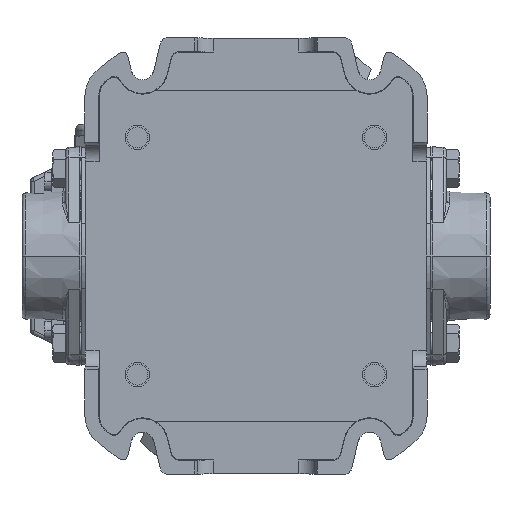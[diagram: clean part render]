
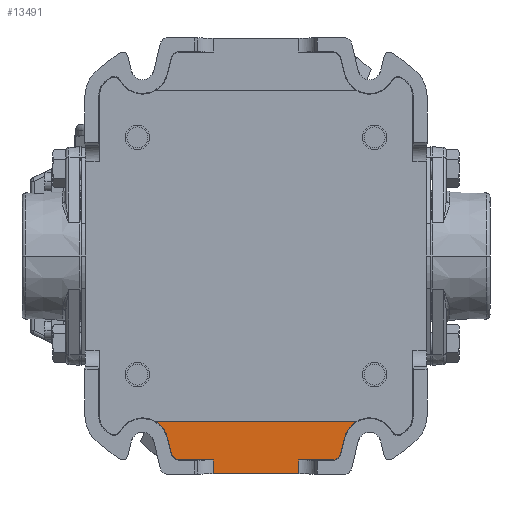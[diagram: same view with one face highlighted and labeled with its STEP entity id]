
A CAD part, front view. The second image highlights one B-rep face of the part: STEP entity #13491.
In plain terms, the highlighted planar face has unit normal (0, -1, 0).
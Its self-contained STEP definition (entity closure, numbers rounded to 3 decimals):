
#899 = VERTEX_POINT ( 'NONE', #15807 ) ;
#1828 = CARTESIAN_POINT ( 'NONE',  ( 57.246, 8., -95. ) ) ;
#2682 = VECTOR ( 'NONE', #2817, 1000. ) ;
#2766 = EDGE_CURVE ( 'NONE', #71323, #5913, #63581, .T. ) ;
#2814 =( BOUNDED_CURVE ( )  B_SPLINE_CURVE ( 3, ( #18568, #5777, #14081, #88171 ),
 .UNSPECIFIED., .F., .F. ) 
 B_SPLINE_CURVE_WITH_KNOTS ( ( 4, 4 ),
 ( 2.479, 3.805 ),
 .UNSPECIFIED. ) 
 CURVE ( )  GEOMETRIC_REPRESENTATION_ITEM ( )  RATIONAL_B_SPLINE_CURVE ( ( 1., 0.859, 0.859, 1. ) ) 
 REPRESENTATION_ITEM ( '' )  );
#2817 = DIRECTION ( 'NONE',  ( 1., 0., 0. ) ) ;
#3394 = EDGE_CURVE ( 'NONE', #94851, #96858, #56076, .T. ) ;
#5777 = CARTESIAN_POINT ( 'NONE',  ( -47.891, 8., -115.32 ) ) ;
#5913 = VERTEX_POINT ( 'NONE', #84588 ) ;
#5988 = VECTOR ( 'NONE', #25324, 1000. ) ;
#6631 = EDGE_CURVE ( 'NONE', #93301, #94851, #26317, .T. ) ;
#7486 = DIRECTION ( 'NONE',  ( 0., 0., -1. ) ) ;
#7861 = ORIENTED_EDGE ( 'NONE', *, *, #90558, .F. ) ;
#8737 = ORIENTED_EDGE ( 'NONE', *, *, #61626, .T. ) ;
#9605 = ORIENTED_EDGE ( 'NONE', *, *, #88077, .F. ) ;
#9834 = EDGE_CURVE ( 'NONE', #83216, #20466, #64884, .T. ) ;
#13491 = ADVANCED_FACE ( 'NONE', ( #14223 ), #14723, .F. ) ;
#14081 = CARTESIAN_POINT ( 'NONE',  ( -46.008, 8., -116.791 ) ) ;
#14223 = FACE_OUTER_BOUND ( 'NONE', #54992, .T. ) ;
#14673 = DIRECTION ( 'NONE',  ( 0., 0., 1. ) ) ;
#14723 = PLANE ( 'NONE',  #50186 ) ;
#14801 = VECTOR ( 'NONE', #94801, 1000. ) ;
#15004 = VECTOR ( 'NONE', #95049, 1000. ) ;
#15807 = CARTESIAN_POINT ( 'NONE',  ( 50.727, 8., -103.941 ) ) ;
#16935 = CARTESIAN_POINT ( 'NONE',  ( -43.619, 8., -116.791 ) ) ;
#18568 = CARTESIAN_POINT ( 'NONE',  ( -48.469, 8., -113.001 ) ) ;
#19090 = ORIENTED_EDGE ( 'NONE', *, *, #85122, .T. ) ;
#19542 = EDGE_CURVE ( 'NONE', #899, #95842, #40927, .T. ) ;
#20250 = CARTESIAN_POINT ( 'NONE',  ( 24.608, 8., -124.791 ) ) ;
#20466 = VERTEX_POINT ( 'NONE', #65713 ) ;
#20923 = CARTESIAN_POINT ( 'NONE',  ( 47.891, 8., -115.32 ) ) ;
#21668 =( BOUNDED_CURVE ( )  B_SPLINE_CURVE ( 3, ( #42966, #74874, #20923, #22372 ),
 .UNSPECIFIED., .F., .F. ) 
 B_SPLINE_CURVE_WITH_KNOTS ( ( 4, 4 ),
 ( 2.479, 3.805 ),
 .UNSPECIFIED. ) 
 CURVE ( )  GEOMETRIC_REPRESENTATION_ITEM ( )  RATIONAL_B_SPLINE_CURVE ( ( 1., 0.859, 0.859, 1. ) ) 
 REPRESENTATION_ITEM ( '' )  );
#22372 = CARTESIAN_POINT ( 'NONE',  ( 48.469, 8., -113.001 ) ) ;
#22555 = DIRECTION ( 'NONE',  ( 0., 1., 0. ) ) ;
#23053 = CARTESIAN_POINT ( 'NONE',  ( -24.608, 8., -124.791 ) ) ;
#23094 = DIRECTION ( 'NONE',  ( 0., 1., 0. ) ) ;
#23112 = AXIS2_PLACEMENT_3D ( 'NONE', #82339, #23488, #14673 ) ;
#23488 = DIRECTION ( 'NONE',  ( 0., -1., 0. ) ) ;
#25324 = DIRECTION ( 'NONE',  ( 0.242, 0., -0.97 ) ) ;
#26254 = CIRCLE ( 'NONE', #23112, 14.709 ) ;
#26259 = ORIENTED_EDGE ( 'NONE', *, *, #88404, .F. ) ;
#26263 = CARTESIAN_POINT ( 'NONE',  ( -50.727, 8., -103.941 ) ) ;
#26317 = LINE ( 'NONE', #48352, #2682 ) ;
#26398 = CARTESIAN_POINT ( 'NONE',  ( 48.469, 8., -113.001 ) ) ;
#27820 = ORIENTED_EDGE ( 'NONE', *, *, #9834, .T. ) ;
#28468 = DIRECTION ( 'NONE',  ( 0., 0., 1. ) ) ;
#32387 = DIRECTION ( 'NONE',  ( -1., 0., 0. ) ) ;
#33093 = CARTESIAN_POINT ( 'NONE',  ( 50.727, 8., -103.941 ) ) ;
#34969 = CARTESIAN_POINT ( 'NONE',  ( -24.608, 8., 0. ) ) ;
#35180 = CARTESIAN_POINT ( 'NONE',  ( 24.608, 8., -116.791 ) ) ;
#39730 = CARTESIAN_POINT ( 'NONE',  ( 0., 8., -124.791 ) ) ;
#40927 = LINE ( 'NONE', #33093, #44463 ) ;
#41915 = ORIENTED_EDGE ( 'NONE', *, *, #86901, .T. ) ;
#42526 = LINE ( 'NONE', #35180, #15004 ) ;
#42966 = CARTESIAN_POINT ( 'NONE',  ( 43.619, 8., -116.791 ) ) ;
#44127 = VECTOR ( 'NONE', #81982, 1000. ) ;
#44463 = VECTOR ( 'NONE', #92962, 1000. ) ;
#44798 = ORIENTED_EDGE ( 'NONE', *, *, #3394, .T. ) ;
#45228 = VECTOR ( 'NONE', #32387, 1000. ) ;
#46781 = VECTOR ( 'NONE', #7486, 1000. ) ;
#48352 = CARTESIAN_POINT ( 'NONE',  ( -47.687, 8., -116.791 ) ) ;
#50186 = AXIS2_PLACEMENT_3D ( 'NONE', #60330, #22555, #28468 ) ;
#54992 = EDGE_LOOP ( 'NONE', ( #74783, #8737, #74213, #44798, #26259, #90352, #27820, #41915, #94282, #9605, #7861, #19090 ) ) ;
#55013 = CARTESIAN_POINT ( 'NONE',  ( 24.608, 8., -116.791 ) ) ;
#55570 = CIRCLE ( 'NONE', #60299, 14.709 ) ;
#56076 = LINE ( 'NONE', #34969, #46781 ) ;
#60299 = AXIS2_PLACEMENT_3D ( 'NONE', #60870, #23094, #68717 ) ;
#60330 = CARTESIAN_POINT ( 'NONE',  ( 0., 8., 0. ) ) ;
#60870 = CARTESIAN_POINT ( 'NONE',  ( -65., 8., -107.5 ) ) ;
#61626 = EDGE_CURVE ( 'NONE', #5913, #93301, #2814, .T. ) ;
#63581 = LINE ( 'NONE', #92555, #5988 ) ;
#64884 = LINE ( 'NONE', #73213, #14801 ) ;
#65713 = CARTESIAN_POINT ( 'NONE',  ( 43.619, 8., -116.791 ) ) ;
#66294 = EDGE_CURVE ( 'NONE', #77048, #83216, #42526, .T. ) ;
#67789 = LINE ( 'NONE', #90345, #44127 ) ;
#68345 = CARTESIAN_POINT ( 'NONE',  ( -24.608, 8., -116.791 ) ) ;
#68717 = DIRECTION ( 'NONE',  ( 0., 0., 1. ) ) ;
#71323 = VERTEX_POINT ( 'NONE', #26263 ) ;
#72113 = VERTEX_POINT ( 'NONE', #78886 ) ;
#73213 = CARTESIAN_POINT ( 'NONE',  ( -47.687, 8., -116.791 ) ) ;
#74213 = ORIENTED_EDGE ( 'NONE', *, *, #6631, .T. ) ;
#74783 = ORIENTED_EDGE ( 'NONE', *, *, #2766, .T. ) ;
#74874 = CARTESIAN_POINT ( 'NONE',  ( 46.008, 8., -116.791 ) ) ;
#77048 = VERTEX_POINT ( 'NONE', #20250 ) ;
#78886 = CARTESIAN_POINT ( 'NONE',  ( -57.246, 8., -95. ) ) ;
#81982 = DIRECTION ( 'NONE',  ( 1., 0., 0. ) ) ;
#82339 = CARTESIAN_POINT ( 'NONE',  ( 65., 8., -107.5 ) ) ;
#83216 = VERTEX_POINT ( 'NONE', #55013 ) ;
#84396 = LINE ( 'NONE', #39730, #45228 ) ;
#84588 = CARTESIAN_POINT ( 'NONE',  ( -48.469, 8., -113.001 ) ) ;
#85122 = EDGE_CURVE ( 'NONE', #72113, #71323, #55570, .T. ) ;
#86901 = EDGE_CURVE ( 'NONE', #20466, #95842, #21668, .T. ) ;
#88077 = EDGE_CURVE ( 'NONE', #91990, #899, #26254, .T. ) ;
#88171 = CARTESIAN_POINT ( 'NONE',  ( -43.619, 8., -116.791 ) ) ;
#88404 = EDGE_CURVE ( 'NONE', #77048, #96858, #84396, .T. ) ;
#90345 = CARTESIAN_POINT ( 'NONE',  ( -58.463, 8., -95. ) ) ;
#90352 = ORIENTED_EDGE ( 'NONE', *, *, #66294, .T. ) ;
#90558 = EDGE_CURVE ( 'NONE', #72113, #91990, #67789, .T. ) ;
#91990 = VERTEX_POINT ( 'NONE', #1828 ) ;
#92555 = CARTESIAN_POINT ( 'NONE',  ( -50.727, 8., -103.941 ) ) ;
#92962 = DIRECTION ( 'NONE',  ( -0.242, 0., -0.97 ) ) ;
#93301 = VERTEX_POINT ( 'NONE', #16935 ) ;
#94282 = ORIENTED_EDGE ( 'NONE', *, *, #19542, .F. ) ;
#94801 = DIRECTION ( 'NONE',  ( 1., 0., 0. ) ) ;
#94851 = VERTEX_POINT ( 'NONE', #68345 ) ;
#95049 = DIRECTION ( 'NONE',  ( 0., 0., 1. ) ) ;
#95842 = VERTEX_POINT ( 'NONE', #26398 ) ;
#96858 = VERTEX_POINT ( 'NONE', #23053 ) ;
